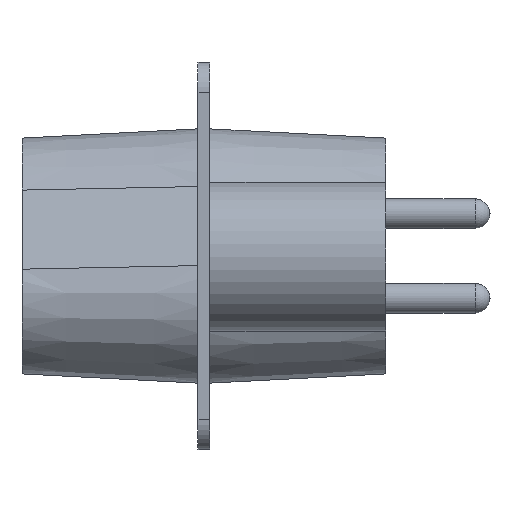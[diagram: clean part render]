
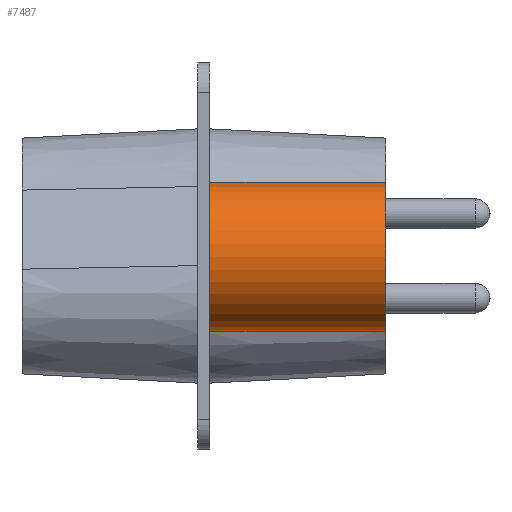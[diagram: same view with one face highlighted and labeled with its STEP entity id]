
A CAD part, left-side view. The second image highlights one B-rep face of the part: STEP entity #7487.
In plain terms, the highlighted cylindrical face has radius 2.5 mm (diameter 5 mm), a partial arc.
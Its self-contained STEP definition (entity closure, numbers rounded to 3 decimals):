
#781 = CARTESIAN_POINT ( 'NONE',  ( -6.125, -6.31, -1.1 ) ) ;
#782 = DIRECTION ( 'NONE',  ( 0., 1., 0. ) ) ;
#783 = VECTOR ( 'NONE', #782, 1000. ) ;
#784 = CARTESIAN_POINT ( 'NONE',  ( -6.125, -12.21, -1.1 ) ) ;
#785 = LINE ( 'NONE', #784, #783 ) ;
#786 = CARTESIAN_POINT ( 'NONE',  ( -6.125, -12.21, 3.9 ) ) ;
#787 = CARTESIAN_POINT ( 'NONE',  ( -6.125, -12.21, -1.1 ) ) ;
#825 = DIRECTION ( 'NONE',  ( 0., 1., 0. ) ) ;
#826 = VECTOR ( 'NONE', #825, 1000. ) ;
#827 = CARTESIAN_POINT ( 'NONE',  ( -6.125, -12.21, 3.9 ) ) ;
#828 = LINE ( 'NONE', #827, #826 ) ;
#830 = CARTESIAN_POINT ( 'NONE',  ( -6.125, -6.31, 3.9 ) ) ;
#2859 = DIRECTION ( 'NONE',  ( 0., 0., 1. ) ) ;
#2860 = DIRECTION ( 'NONE',  ( 0., -1., 0. ) ) ;
#2861 = CARTESIAN_POINT ( 'NONE',  ( -6.125, -12.21, 1.4 ) ) ;
#2862 = AXIS2_PLACEMENT_3D ( 'NONE', #2861, #2860, #2859 ) ;
#2863 = CIRCLE ( 'NONE', #2862, 2.5 ) ;
#3062 = DIRECTION ( 'NONE',  ( 0., 0., 1. ) ) ;
#3065 = DIRECTION ( 'NONE',  ( 0., -1., 0. ) ) ;
#3067 = CARTESIAN_POINT ( 'NONE',  ( -6.125, -6.31, 1.4 ) ) ;
#3068 = AXIS2_PLACEMENT_3D ( 'NONE', #3067, #3065, #3062 ) ;
#3071 = CIRCLE ( 'NONE', #3068, 2.5 ) ;
#4124 = FACE_OUTER_BOUND ( 'NONE', #7458, .T. ) ;
#4159 = DIRECTION ( 'NONE',  ( 0., 0., 1. ) ) ;
#4160 = DIRECTION ( 'NONE',  ( 0., 1., 0. ) ) ;
#4161 = AXIS2_PLACEMENT_3D ( 'NONE', #4164, #4160, #4159 ) ;
#4162 = CYLINDRICAL_SURFACE ( 'NONE', #4161, 2.5 ) ;
#4164 = CARTESIAN_POINT ( 'NONE',  ( -6.125, -12.21, 1.4 ) ) ;
#6065 = VERTEX_POINT ( 'NONE', #787 ) ;
#6066 = VERTEX_POINT ( 'NONE', #786 ) ;
#6068 = EDGE_CURVE ( 'NONE', #6065, #6069, #785, .T. ) ;
#6069 = VERTEX_POINT ( 'NONE', #781 ) ;
#6088 = VERTEX_POINT ( 'NONE', #830 ) ;
#6090 = EDGE_CURVE ( 'NONE', #6066, #6088, #828, .T. ) ;
#6975 = EDGE_CURVE ( 'NONE', #6066, #6065, #2863, .T. ) ;
#7026 = EDGE_CURVE ( 'NONE', #6088, #6069, #3071, .T. ) ;
#7342 = ORIENTED_EDGE ( 'NONE', *, *, #7026, .T. ) ;
#7406 = ORIENTED_EDGE ( 'NONE', *, *, #6068, .F. ) ;
#7458 = EDGE_LOOP ( 'NONE', ( #7406, #7488, #7489, #7342 ) ) ;
#7487 = ADVANCED_FACE ( 'NONE', ( #4124 ), #4162, .T. ) ;
#7488 = ORIENTED_EDGE ( 'NONE', *, *, #6975, .F. ) ;
#7489 = ORIENTED_EDGE ( 'NONE', *, *, #6090, .T. ) ;
